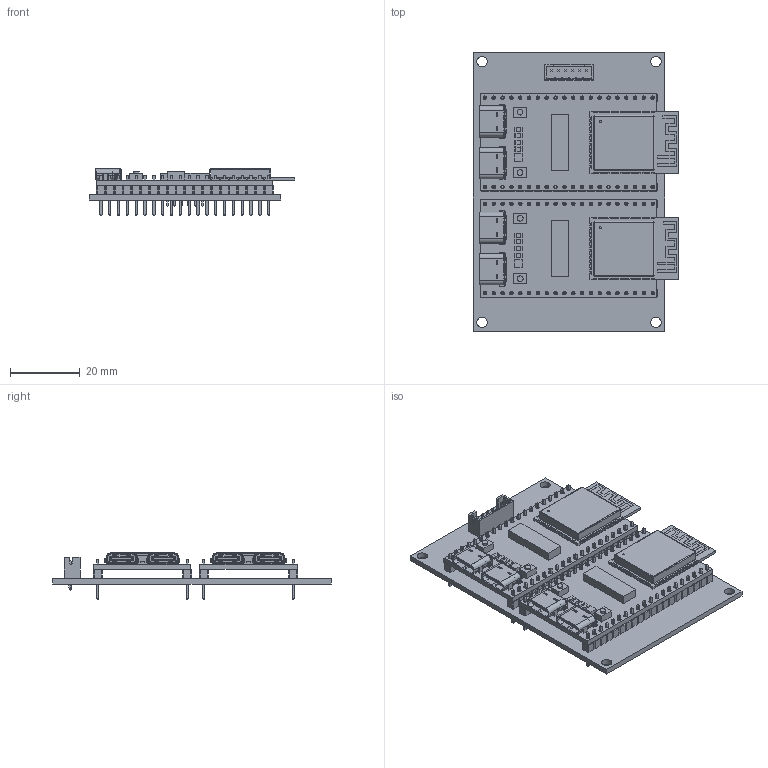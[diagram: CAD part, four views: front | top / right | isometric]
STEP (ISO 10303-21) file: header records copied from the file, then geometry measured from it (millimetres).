
FILE_DESCRIPTION(('KiCad electronic assembly'),'2;1');
FILE_NAME('CanSat_Camera_Board.step','2025-03-11T20:05:06',('Pcbnew'),( 'Kicad'),'Open CASCADE STEP processor 7.7','KiCad to STEP converter' ,'Unknown');
FILE_SCHEMA(('AUTOMOTIVE_DESIGN { 1 0 10303 214 1 1 1 1 }'));
Length unit declared in the file: millimetre
Products named in the file (12): CanSat_Camera_Board 1; Freenove_ESP32-S3-WROOM_CAM_Board; Freenove ESP32 S3 WROOM CAM Board v4; PinHeader_1x20_P2.54mm_Vertical; PinHeader_1x20_P254mm_Vertical; ESP32-S3-WROOM-1-N16R8; ESP32-S3-WROOM-1-N8R2; USB-C_Female_Connector; USB-C Female Connector v2; JST_PH_B6B-PH-K_1x06_P2.00mm_Vertical; JST_B6B_PH_K; CanSat_Camera_Board_PCB
Assembly tree (19 placements, depth 3):
  CanSat_Camera_Board 1
    Freenove_ESP32-S3-WROOM_CAM_Board  x2
      Freenove ESP32 S3 WROOM CAM Board v4
    PinHeader_1x20_P2.54mm_Vertical  x4
      PinHeader_1x20_P254mm_Vertical
    ESP32-S3-WROOM-1-N16R8  x2
      ESP32-S3-WROOM-1-N8R2
    USB-C_Female_Connector  x4
      USB-C Female Connector v2
    JST_PH_B6B-PH-K_1x06_P2.00mm_Vertical
      JST_B6B_PH_K
    CanSat_Camera_Board_PCB
Bounding box: 59.05 x 80 x 13.34 mm (x, y, z)
Volume: 14671 mm3; surface area: 27173.2 mm2
Topology: 288 solids, 288 shells, 8149 faces, 20866 edges, 13468 vertices
Faces by surface type: plane 6889, cylinder 1148, cone 96, bspline 16
Full cylindrical faces by diameter (mm): 0.5 x8, 0.75 x6, 1 x160, 1.65 x4, 3 x4
Entity records: 88623 total; most frequent: CARTESIAN_POINT 14686, ORIENTED_EDGE 14156, DIRECTION 13416, EDGE_CURVE 7078, LINE 6216, VECTOR 6216, VERTEX_POINT 4598, AXIS2_PLACEMENT_3D 3600
